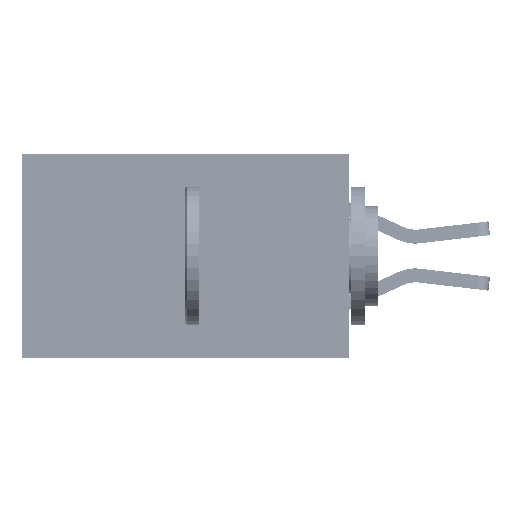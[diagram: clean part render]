
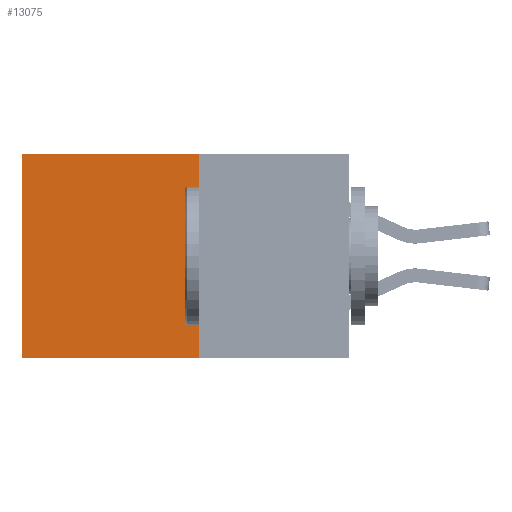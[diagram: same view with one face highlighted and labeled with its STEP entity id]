
A CAD part, left-side view. The second image highlights one B-rep face of the part: STEP entity #13075.
In plain terms, the highlighted planar face has unit normal (-1, 0, 0).
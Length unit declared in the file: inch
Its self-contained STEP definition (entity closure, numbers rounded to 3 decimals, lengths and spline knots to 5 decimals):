
#2220 = DIRECTION ( 'NONE',  ( 0., 0., -1. ) ) ;
#4218 = CARTESIAN_POINT ( 'NONE',  ( 0.277, 0.27, 0. ) ) ;
#4251 = VECTOR ( 'NONE', #5889, 39.37008 ) ;
#5404 = CARTESIAN_POINT ( 'NONE',  ( 0.277, 0.59, -0.37 ) ) ;
#5889 = DIRECTION ( 'NONE',  ( 0., 0., -1. ) ) ;
#8324 = ORIENTED_EDGE ( 'NONE', *, *, #9207, .F. ) ;
#9207 = EDGE_CURVE ( 'NONE', #15647, #15637, #18414, .T. ) ;
#9461 = EDGE_LOOP ( 'NONE', ( #24778, #8324, #21722, #19658 ) ) ;
#13075 = ADVANCED_FACE ( 'NONE', ( #16441 ), #20488, .F. ) ;
#13077 = LINE ( 'NONE', #4218, #21292 ) ;
#13682 = VERTEX_POINT ( 'NONE', #19268 ) ;
#15637 = VERTEX_POINT ( 'NONE', #5404 ) ;
#15647 = VERTEX_POINT ( 'NONE', #16387 ) ;
#16041 = CARTESIAN_POINT ( 'NONE',  ( 0.277, 0.27, -0.37 ) ) ;
#16387 = CARTESIAN_POINT ( 'NONE',  ( 0.277, 0.27, -0.37 ) ) ;
#16441 = FACE_OUTER_BOUND ( 'NONE', #9461, .T. ) ;
#16445 = LINE ( 'NONE', #16041, #22901 ) ;
#16872 = CARTESIAN_POINT ( 'NONE',  ( 0.277, 0.59, -0.37 ) ) ;
#18134 = EDGE_CURVE ( 'NONE', #13682, #15647, #16445, .T. ) ;
#18414 = LINE ( 'NONE', #29604, #23964 ) ;
#19268 = CARTESIAN_POINT ( 'NONE',  ( 0.277, 0.27, 0. ) ) ;
#19309 = AXIS2_PLACEMENT_3D ( 'NONE', #34047, #31370, #23224 ) ;
#19658 = ORIENTED_EDGE ( 'NONE', *, *, #23852, .T. ) ;
#20488 = PLANE ( 'NONE',  #19309 ) ;
#21292 = VECTOR ( 'NONE', #26251, 39.37008 ) ;
#21722 = ORIENTED_EDGE ( 'NONE', *, *, #18134, .F. ) ;
#22901 = VECTOR ( 'NONE', #2220, 39.37008 ) ;
#23224 = DIRECTION ( 'NONE',  ( 0., 0., -1. ) ) ;
#23852 = EDGE_CURVE ( 'NONE', #13682, #27174, #13077, .T. ) ;
#23964 = VECTOR ( 'NONE', #27964, 39.37008 ) ;
#24778 = ORIENTED_EDGE ( 'NONE', *, *, #26462, .T. ) ;
#25374 = LINE ( 'NONE', #16872, #4251 ) ;
#26251 = DIRECTION ( 'NONE',  ( 0., 1., 0. ) ) ;
#26462 = EDGE_CURVE ( 'NONE', #27174, #15637, #25374, .T. ) ;
#27174 = VERTEX_POINT ( 'NONE', #30825 ) ;
#27964 = DIRECTION ( 'NONE',  ( 0., 1., 0. ) ) ;
#29604 = CARTESIAN_POINT ( 'NONE',  ( 0.277, 0.27, -0.37 ) ) ;
#30825 = CARTESIAN_POINT ( 'NONE',  ( 0.277, 0.59, 0. ) ) ;
#31370 = DIRECTION ( 'NONE',  ( 1., 0., 0. ) ) ;
#34047 = CARTESIAN_POINT ( 'NONE',  ( 0.277, 0.27, -0.37 ) ) ;
